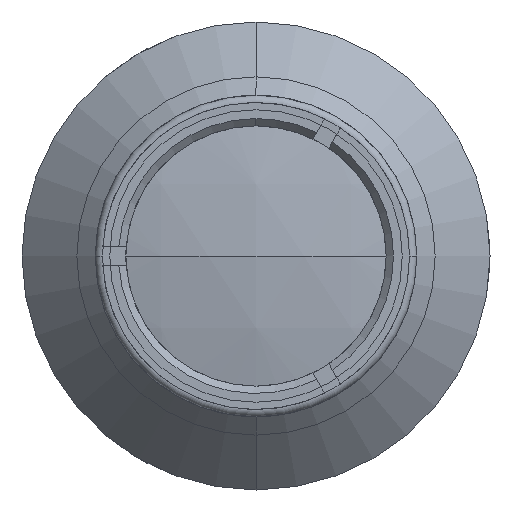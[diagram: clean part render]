
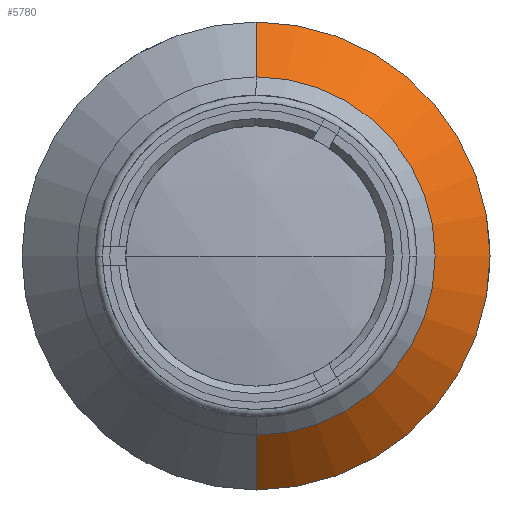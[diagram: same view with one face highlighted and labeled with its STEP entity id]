
A CAD part, left-side view. The second image highlights one B-rep face of the part: STEP entity #5780.
In plain terms, the highlighted conical face has half-angle 45 degrees and reference radius 32 mm.
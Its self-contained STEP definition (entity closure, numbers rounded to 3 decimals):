
#224 = VECTOR ( 'NONE', #4343, 1000. ) ;
#473 = CARTESIAN_POINT ( 'NONE',  ( 42.1, 0., -32. ) ) ;
#606 = AXIS2_PLACEMENT_3D ( 'NONE', #3330, #2109, #6977 ) ;
#684 = CARTESIAN_POINT ( 'NONE',  ( 34.6, 0., 0. ) ) ;
#1099 = VECTOR ( 'NONE', #1945, 1000. ) ;
#1303 = CONICAL_SURFACE ( 'NONE', #606, 32., 0.785 ) ;
#1324 = DIRECTION ( 'NONE',  ( 0., 0., 1. ) ) ;
#1945 = DIRECTION ( 'NONE',  ( 0.707, 0., 0.707 ) ) ;
#2068 = FACE_OUTER_BOUND ( 'NONE', #6289, .T. ) ;
#2109 = DIRECTION ( 'NONE',  ( 1., 0., 0. ) ) ;
#2365 = CIRCLE ( 'NONE', #6536, 32. ) ;
#2892 = DIRECTION ( 'NONE',  ( 1., 0., 0. ) ) ;
#3330 = CARTESIAN_POINT ( 'NONE',  ( 42.1, 0., 0. ) ) ;
#3660 = LINE ( 'NONE', #3726, #224 ) ;
#3726 = CARTESIAN_POINT ( 'NONE',  ( 42.1, 0., -32. ) ) ;
#4231 = VERTEX_POINT ( 'NONE', #7455 ) ;
#4342 = AXIS2_PLACEMENT_3D ( 'NONE', #684, #4946, #1324 ) ;
#4343 = DIRECTION ( 'NONE',  ( 0.707, 0., -0.707 ) ) ;
#4904 = VERTEX_POINT ( 'NONE', #5420 ) ;
#4946 = DIRECTION ( 'NONE',  ( 1., 0., 0. ) ) ;
#5401 = ORIENTED_EDGE ( 'NONE', *, *, #6793, .F. ) ;
#5420 = CARTESIAN_POINT ( 'NONE',  ( 34.6, 0., -24.5 ) ) ;
#5595 = CARTESIAN_POINT ( 'NONE',  ( 34.6, 0., 24.5 ) ) ;
#5599 = CARTESIAN_POINT ( 'NONE',  ( 42.1, 0., 32. ) ) ;
#5780 = ADVANCED_FACE ( 'NONE', ( #2068 ), #1303, .T. ) ;
#5954 = LINE ( 'NONE', #5599, #1099 ) ;
#6289 = EDGE_LOOP ( 'NONE', ( #7506, #7461, #5401, #6570 ) ) ;
#6499 = CARTESIAN_POINT ( 'NONE',  ( 42.1, 0., 0. ) ) ;
#6536 = AXIS2_PLACEMENT_3D ( 'NONE', #6499, #2892, #7108 ) ;
#6570 = ORIENTED_EDGE ( 'NONE', *, *, #6890, .F. ) ;
#6707 = CIRCLE ( 'NONE', #4342, 24.5 ) ;
#6793 = EDGE_CURVE ( 'NONE', #4231, #6827, #2365, .T. ) ;
#6827 = VERTEX_POINT ( 'NONE', #473 ) ;
#6865 = EDGE_CURVE ( 'NONE', #7012, #4904, #6707, .T. ) ;
#6876 = EDGE_CURVE ( 'NONE', #4904, #6827, #3660, .T. ) ;
#6890 = EDGE_CURVE ( 'NONE', #7012, #4231, #5954, .T. ) ;
#6977 = DIRECTION ( 'NONE',  ( 0., 0., 1. ) ) ;
#7012 = VERTEX_POINT ( 'NONE', #5595 ) ;
#7108 = DIRECTION ( 'NONE',  ( 0., 0., 1. ) ) ;
#7455 = CARTESIAN_POINT ( 'NONE',  ( 42.1, 0., 32. ) ) ;
#7461 = ORIENTED_EDGE ( 'NONE', *, *, #6876, .T. ) ;
#7506 = ORIENTED_EDGE ( 'NONE', *, *, #6865, .T. ) ;
